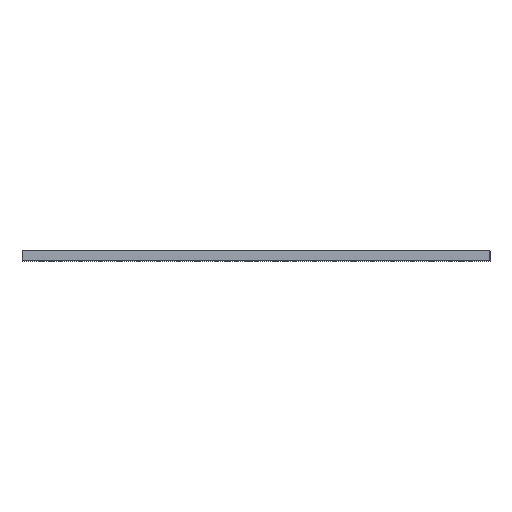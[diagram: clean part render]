
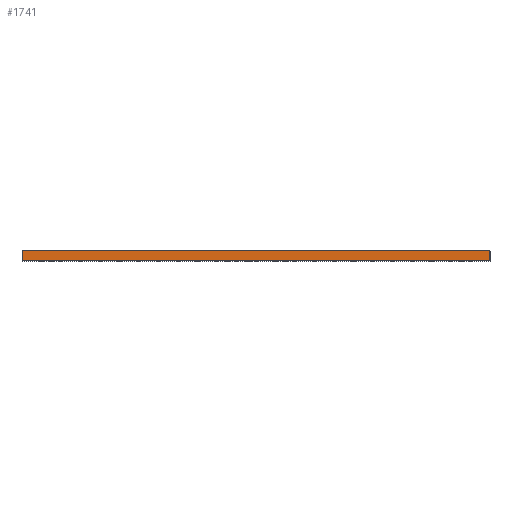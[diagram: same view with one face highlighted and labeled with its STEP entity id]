
A CAD part, top view. The second image highlights one B-rep face of the part: STEP entity #1741.
In plain terms, the highlighted planar face has unit normal (0, 0, 1).
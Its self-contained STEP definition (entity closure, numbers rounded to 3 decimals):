
#60 = VERTEX_POINT ( 'NONE', #4305 ) ;
#106 = CARTESIAN_POINT ( 'NONE',  ( 300., 0., 300. ) ) ;
#732 = AXIS2_PLACEMENT_3D ( 'NONE', #7254, #1645, #13139 ) ;
#737 = CARTESIAN_POINT ( 'NONE',  ( 0., 0., 300. ) ) ;
#1257 = LINE ( 'NONE', #4392, #11306 ) ;
#1310 = EDGE_CURVE ( 'NONE', #9153, #2479, #6421, .T. ) ;
#1645 = DIRECTION ( 'NONE',  ( 0., 0., -1. ) ) ;
#1741 = ADVANCED_FACE ( 'NONE', ( #8788 ), #7345, .F. ) ;
#2409 = DIRECTION ( 'NONE',  ( 0., 1., 0. ) ) ;
#2479 = VERTEX_POINT ( 'NONE', #13671 ) ;
#3473 = ORIENTED_EDGE ( 'NONE', *, *, #4565, .F. ) ;
#4305 = CARTESIAN_POINT ( 'NONE',  ( 300., 13., 300. ) ) ;
#4392 = CARTESIAN_POINT ( 'NONE',  ( 0., 13., 300. ) ) ;
#4565 = EDGE_CURVE ( 'NONE', #16732, #9153, #13748, .T. ) ;
#5085 = CARTESIAN_POINT ( 'NONE',  ( -300., 13., 300. ) ) ;
#5573 = DIRECTION ( 'NONE',  ( 0., -1., 0. ) ) ;
#5920 = DIRECTION ( 'NONE',  ( 1., 0., 0. ) ) ;
#6421 = LINE ( 'NONE', #5085, #16813 ) ;
#6448 = VECTOR ( 'NONE', #10910, 1000. ) ;
#6677 = VECTOR ( 'NONE', #5573, 1000. ) ;
#7254 = CARTESIAN_POINT ( 'NONE',  ( -300., 13., 300. ) ) ;
#7345 = PLANE ( 'NONE',  #732 ) ;
#8251 = ORIENTED_EDGE ( 'NONE', *, *, #17662, .F. ) ;
#8788 = FACE_OUTER_BOUND ( 'NONE', #15751, .T. ) ;
#9153 = VERTEX_POINT ( 'NONE', #11156 ) ;
#9291 = EDGE_CURVE ( 'NONE', #2479, #60, #1257, .T. ) ;
#9747 = LINE ( 'NONE', #16982, #6677 ) ;
#10632 = ORIENTED_EDGE ( 'NONE', *, *, #9291, .F. ) ;
#10910 = DIRECTION ( 'NONE',  ( -1., 0., 0. ) ) ;
#11156 = CARTESIAN_POINT ( 'NONE',  ( -300., 0., 300. ) ) ;
#11306 = VECTOR ( 'NONE', #5920, 1000. ) ;
#11673 = ORIENTED_EDGE ( 'NONE', *, *, #1310, .F. ) ;
#13139 = DIRECTION ( 'NONE',  ( -1., 0., 0. ) ) ;
#13671 = CARTESIAN_POINT ( 'NONE',  ( -300., 13., 300. ) ) ;
#13748 = LINE ( 'NONE', #737, #6448 ) ;
#15751 = EDGE_LOOP ( 'NONE', ( #8251, #10632, #11673, #3473 ) ) ;
#16732 = VERTEX_POINT ( 'NONE', #106 ) ;
#16813 = VECTOR ( 'NONE', #2409, 1000. ) ;
#16982 = CARTESIAN_POINT ( 'NONE',  ( 300., 13., 300. ) ) ;
#17662 = EDGE_CURVE ( 'NONE', #60, #16732, #9747, .T. ) ;
